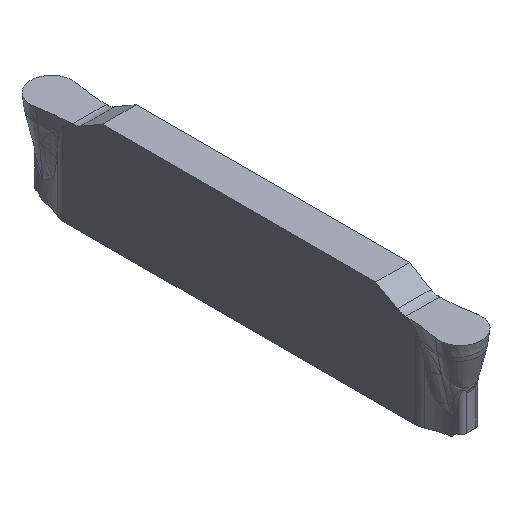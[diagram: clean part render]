
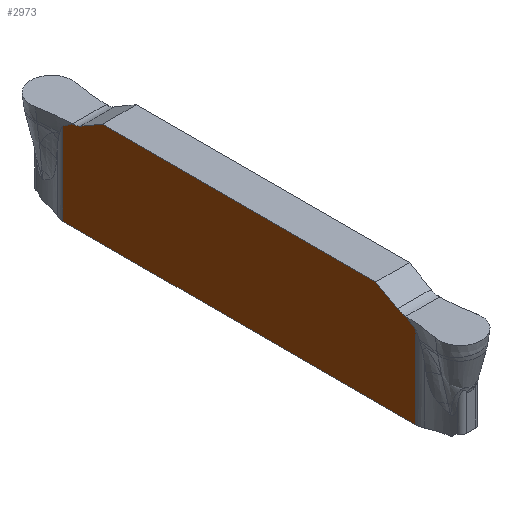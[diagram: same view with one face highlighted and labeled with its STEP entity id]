
A CAD part, isometric view. The second image highlights one B-rep face of the part: STEP entity #2973.
In plain terms, the highlighted planar face has unit normal (-1, 0, 0).
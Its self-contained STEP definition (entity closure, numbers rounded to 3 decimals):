
#191=DIRECTION('',(0.,1.,0.));
#192=VECTOR('',#191,16.757);
#193=CARTESIAN_POINT('',(-0.8,2.121,-4.23));
#194=LINE('',#193,#192);
#198=DIRECTION('',(0.,0.,1.));
#199=VECTOR('',#198,3.902);
#200=CARTESIAN_POINT('',(-0.8,18.879,-4.23));
#201=LINE('',#200,#199);
#205=CARTESIAN_POINT('',(-0.8,18.879,
-0.328));
#206=CARTESIAN_POINT('',(-0.8,18.852,
-0.307));
#207=CARTESIAN_POINT('',(-0.8,18.799,
-0.267));
#208=CARTESIAN_POINT('',(-0.8,18.727,
-0.211));
#209=CARTESIAN_POINT('',(-0.8,18.66,
-0.162));
#210=CARTESIAN_POINT('',(-0.8,18.598,
-0.12));
#211=CARTESIAN_POINT('',(-0.8,18.54,
-0.084));
#212=CARTESIAN_POINT('',(-0.8,18.488,
-0.056));
#213=CARTESIAN_POINT('',(-0.8,18.44,
-0.034));
#214=CARTESIAN_POINT('',(-0.8,18.396,
-0.018));
#215=CARTESIAN_POINT('',(-0.8,18.355,
-0.008));
#216=CARTESIAN_POINT('',(-0.8,18.318,
-0.002));
#217=CARTESIAN_POINT('',(-0.8,18.293,
0.));
#218=CARTESIAN_POINT('',(-0.8,18.282,
0.));
#223=DIRECTION('',(0.001,-0.001,1.));
#224=VECTOR('',#223,0.011);
#225=CARTESIAN_POINT('',(-0.8,18.282,
0.));
#226=LINE('',#225,#224);
#230=CARTESIAN_POINT('',(-0.8,18.414,0.8));
#231=DIRECTION('',(-1.,0.,0.));
#232=DIRECTION('',(0.,-0.166,-0.986));
#233=AXIS2_PLACEMENT_3D('',#230,#231,#232);
#238=DIRECTION('',(0.,-0.866,0.5));
#239=VECTOR('',#238,1.186);
#240=CARTESIAN_POINT('',(-0.8,18.014,0.107));
#241=LINE('',#240,#239);
#245=DIRECTION('',(0.,-1.,0.));
#246=VECTOR('',#245,12.975);
#247=CARTESIAN_POINT('',(-0.8,16.988,0.7));
#248=LINE('',#247,#246);
#252=DIRECTION('',(0.,-0.866,-0.5));
#253=VECTOR('',#252,1.186);
#254=CARTESIAN_POINT('',(-0.8,4.012,0.7));
#255=LINE('',#254,#253);
#259=CARTESIAN_POINT('',(-0.8,2.586,0.8));
#260=DIRECTION('',(-1.,0.,0.));
#261=DIRECTION('',(0.,0.5,-0.866));
#262=AXIS2_PLACEMENT_3D('',#259,#260,#261);
#267=DIRECTION('',(-0.001,0.,-1.));
#268=VECTOR('',#267,0.011);
#269=CARTESIAN_POINT('',(-0.8,2.718,
0.011));
#270=LINE('',#269,#268);
#274=DIRECTION('',(0.,0.,-1.));
#275=VECTOR('',#274,3.902);
#276=CARTESIAN_POINT('',(-0.8,2.121,
-0.328));
#277=LINE('',#276,#275);
#1839=CARTESIAN_POINT('',(-0.8,2.121,
-0.328));
#1840=CARTESIAN_POINT('',(-0.8,2.148,
-0.307));
#1841=CARTESIAN_POINT('',(-0.8,2.201,
-0.267));
#1842=CARTESIAN_POINT('',(-0.8,2.273,
-0.211));
#1843=CARTESIAN_POINT('',(-0.8,2.34,
-0.162));
#1844=CARTESIAN_POINT('',(-0.8,2.402,
-0.12));
#1845=CARTESIAN_POINT('',(-0.8,2.46,
-0.084));
#1846=CARTESIAN_POINT('',(-0.8,2.512,
-0.056));
#1847=CARTESIAN_POINT('',(-0.8,2.56,
-0.034));
#1848=CARTESIAN_POINT('',(-0.8,2.604,
-0.018));
#1849=CARTESIAN_POINT('',(-0.8,2.645,
-0.008));
#1850=CARTESIAN_POINT('',(-0.8,2.682,
-0.002));
#1851=CARTESIAN_POINT('',(-0.8,2.707,
0.));
#1852=CARTESIAN_POINT('',(-0.8,2.718,
0.));
#2665=CARTESIAN_POINT('',(-0.8,18.879,-4.23));
#2666=VERTEX_POINT('',#2665);
#2667=CARTESIAN_POINT('',(-0.8,2.121,-4.23));
#2668=VERTEX_POINT('',#2667);
#2695=CARTESIAN_POINT('',(-0.8,16.988,0.7));
#2696=CARTESIAN_POINT('',(-0.8,4.012,0.7));
#2697=VERTEX_POINT('',#2695);
#2698=VERTEX_POINT('',#2696);
#2699=CARTESIAN_POINT('',(-0.8,18.879,
-0.328));
#2700=VERTEX_POINT('',#2699);
#2701=VERTEX_POINT('',#218);
#2702=CARTESIAN_POINT('',(-0.8,18.282,0.011));
#2703=VERTEX_POINT('',#2702);
#2704=CARTESIAN_POINT('',(-0.8,18.014,0.107));
#2705=VERTEX_POINT('',#2704);
#2706=CARTESIAN_POINT('',(-0.8,2.986,0.107));
#2707=VERTEX_POINT('',#2706);
#2708=CARTESIAN_POINT('',(-0.8,2.718,0.011));
#2709=VERTEX_POINT('',#2708);
#2710=CARTESIAN_POINT('',(-0.8,2.718,
0.));
#2711=VERTEX_POINT('',#2710);
#2712=VERTEX_POINT('',#1839);
#2944=CARTESIAN_POINT('',(-0.8,10.5,-4.23));
#2945=DIRECTION('',(-1.,0.,0.));
#2946=DIRECTION('',(0.,-1.,0.));
#2947=AXIS2_PLACEMENT_3D('',#2944,#2945,#2946);
#2948=PLANE('',#2947);
#2949=ORIENTED_EDGE('',*,*,#2847,.T.);
#2951=ORIENTED_EDGE('',*,*,#2950,.T.);
#2953=ORIENTED_EDGE('',*,*,#2952,.T.);
#2955=ORIENTED_EDGE('',*,*,#2954,.T.);
#2957=ORIENTED_EDGE('',*,*,#2956,.T.);
#2959=ORIENTED_EDGE('',*,*,#2958,.T.);
#2960=ORIENTED_EDGE('',*,*,#2922,.T.);
#2962=ORIENTED_EDGE('',*,*,#2961,.T.);
#2964=ORIENTED_EDGE('',*,*,#2963,.T.);
#2966=ORIENTED_EDGE('',*,*,#2965,.T.);
#2968=ORIENTED_EDGE('',*,*,#2967,.F.);
#2970=ORIENTED_EDGE('',*,*,#2969,.T.);
#2971=EDGE_LOOP('',(#2949,#2951,#2953,#2955,#2957,#2959,#2960,#2962,#2964,#2966,
#2968,#2970));
#2972=FACE_OUTER_BOUND('',#2971,.F.);
#219=B_SPLINE_CURVE_WITH_KNOTS('',3,(#205,#206,#207,#208,#209,#210,#211,#212,
#213,#214,#215,#216,#217,#218),.UNSPECIFIED.,.F.,.F.,(4,1,1,1,1,1,1,1,1,1,1,4),(
0.,0.091,0.182,0.273,0.364,
0.455,0.545,0.636,0.727,
0.818,0.909,1.),.UNSPECIFIED.);
#234=CIRCLE('',#233,0.8);
#263=CIRCLE('',#262,0.8);
#1853=B_SPLINE_CURVE_WITH_KNOTS('',3,(#1839,#1840,#1841,#1842,#1843,#1844,#1845,
#1846,#1847,#1848,#1849,#1850,#1851,#1852),.UNSPECIFIED.,.F.,.F.,(4,1,1,1,1,1,1,
1,1,1,1,4),(0.,0.091,0.182,0.273,
0.364,0.455,0.545,0.636,
0.727,0.818,0.909,1.),.UNSPECIFIED.);
#2847=EDGE_CURVE('',#2668,#2666,#194,.T.);
#2922=EDGE_CURVE('',#2697,#2698,#248,.T.);
#2950=EDGE_CURVE('',#2666,#2700,#201,.T.);
#2952=EDGE_CURVE('',#2700,#2701,#219,.T.);
#2954=EDGE_CURVE('',#2701,#2703,#226,.T.);
#2956=EDGE_CURVE('',#2703,#2705,#234,.T.);
#2958=EDGE_CURVE('',#2705,#2697,#241,.T.);
#2961=EDGE_CURVE('',#2698,#2707,#255,.T.);
#2963=EDGE_CURVE('',#2707,#2709,#263,.T.);
#2965=EDGE_CURVE('',#2709,#2711,#270,.T.);
#2967=EDGE_CURVE('',#2712,#2711,#1853,.T.);
#2969=EDGE_CURVE('',#2712,#2668,#277,.T.);
#2973=ADVANCED_FACE('',(#2972),#2948,.T.);
